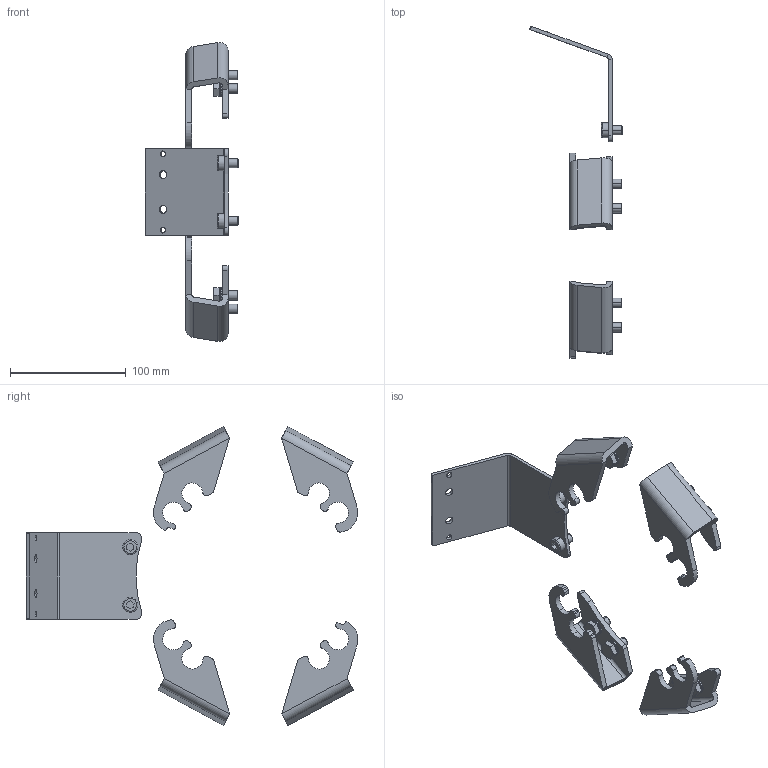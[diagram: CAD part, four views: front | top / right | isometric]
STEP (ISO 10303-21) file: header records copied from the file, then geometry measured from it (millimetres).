
FILE_DESCRIPTION (( 'STEP AP203' ), '1' );
FILE_NAME ('P4402.STEP', '2019-07-08T11:53:18', ( 'admin' ), ( '' ), 'SwSTEP 2.0', 'SolidWorks 2017', '' );
FILE_SCHEMA (( 'CONFIG_CONTROL_DESIGN' ));
Length unit declared in the file: millimetre
Products named in the file (1): P4402
Bounding box: 80.5 x 287.15 x 258.72 mm (x, y, z)
Volume: 159934.6 mm3; surface area: 89025.1 mm2
Topology: 23 solids, 23 shells, 1416 faces, 3786 edges, 2428 vertices
Faces by surface type: plane 1071, cylinder 305, torus 20, cone 20
Entity records: 43501 total; most frequent: CARTESIAN_POINT 8783, ORIENTED_EDGE 7572, DIRECTION 6810, EDGE_CURVE 3786, VECTOR 2828, LINE 2828, VERTEX_POINT 2428, AXIS2_PLACEMENT_3D 1991
